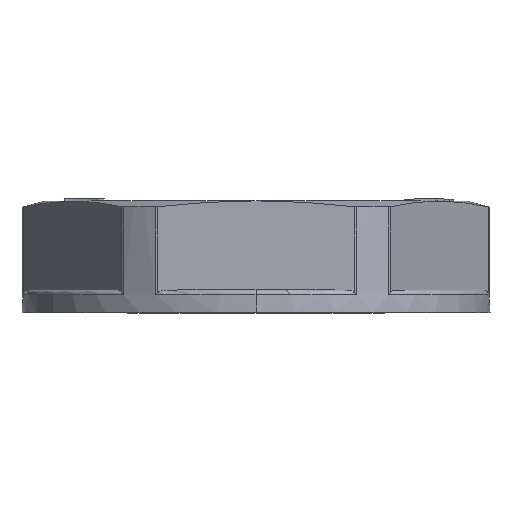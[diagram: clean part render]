
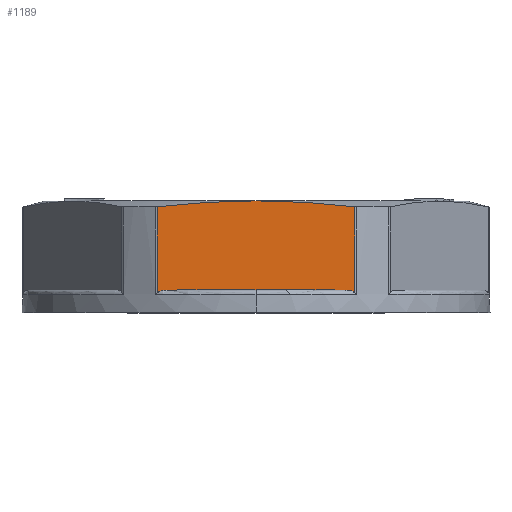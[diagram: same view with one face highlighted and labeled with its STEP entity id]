
A CAD part, top view. The second image highlights one B-rep face of the part: STEP entity #1189.
In plain terms, the highlighted planar face has unit normal (0, 0, 1).
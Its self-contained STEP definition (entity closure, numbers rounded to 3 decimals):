
#178 = EDGE_CURVE ( 'NONE', #10735, #8123, #10660, .T. ) ;
#190 = CARTESIAN_POINT ( 'NONE',  ( -4.427, 3.737, 9.5 ) ) ;
#292 = CARTESIAN_POINT ( 'NONE',  ( 0., 4., 9.5 ) ) ;
#352 = CARTESIAN_POINT ( 'NONE',  ( -2.959, 3.903, 9.5 ) ) ;
#366 = CARTESIAN_POINT ( 'NONE',  ( 3.98, 0., 9.5 ) ) ;
#491 = VECTOR ( 'NONE', #6065, 1000. ) ;
#528 = B_SPLINE_CURVE_WITH_KNOTS ( 'NONE', 3,
 ( #2343, #352, #9975, #292 ),
 .UNSPECIFIED., .F., .F.,
 ( 4, 4 ),
 ( 0.009, 0.014 ),
 .UNSPECIFIED. ) ;
#551 = CARTESIAN_POINT ( 'NONE',  ( 4.058, 0., 9.5 ) ) ;
#1189 = ADVANCED_FACE ( 'NONE', ( #7349 ), #8340, .F. ) ;
#1221 = DIRECTION ( 'NONE',  ( 0., 1., 0. ) ) ;
#1282 = ORIENTED_EDGE ( 'NONE', *, *, #8763, .F. ) ;
#1306 = DIRECTION ( 'NONE',  ( 1., 0., 0. ) ) ;
#1535 = VERTEX_POINT ( 'NONE', #190 ) ;
#2218 = VECTOR ( 'NONE', #1221, 1000. ) ;
#2251 = CARTESIAN_POINT ( 'NONE',  ( 3.98, 0., 9.5 ) ) ;
#2343 = CARTESIAN_POINT ( 'NONE',  ( -4.427, 3.737, 9.5 ) ) ;
#2348 = ORIENTED_EDGE ( 'NONE', *, *, #2624, .T. ) ;
#2357 = CARTESIAN_POINT ( 'NONE',  ( 4.289, -0.041, 9.5 ) ) ;
#2471 = CARTESIAN_POINT ( 'NONE',  ( -4.427, 4., 9.5 ) ) ;
#2624 = EDGE_CURVE ( 'NONE', #1535, #5238, #7003, .T. ) ;
#2793 = EDGE_CURVE ( 'NONE', #7022, #8123, #11768, .T. ) ;
#2898 = CARTESIAN_POINT ( 'NONE',  ( 0.734, 4., 9.5 ) ) ;
#3358 = CARTESIAN_POINT ( 'NONE',  ( 4.136, -0.006, 9.5 ) ) ;
#3540 = AXIS2_PLACEMENT_3D ( 'NONE', #7536, #9331, #4434 ) ;
#3599 = ORIENTED_EDGE ( 'NONE', *, *, #6618, .T. ) ;
#4166 = CARTESIAN_POINT ( 'NONE',  ( -4.137, -0.007, 9.5 ) ) ;
#4353 = CARTESIAN_POINT ( 'NONE',  ( 4.427, -0.115, 9.5 ) ) ;
#4434 = DIRECTION ( 'NONE',  ( -1., 0., 0. ) ) ;
#4655 = VECTOR ( 'NONE', #1306, 1000. ) ;
#4882 = CARTESIAN_POINT ( 'NONE',  ( 2.948, 3.887, 9.5 ) ) ;
#4934 = CARTESIAN_POINT ( 'NONE',  ( -4.427, -0.115, 9.5 ) ) ;
#5204 = CARTESIAN_POINT ( 'NONE',  ( 4.398, -0.088, 9.5 ) ) ;
#5238 = VERTEX_POINT ( 'NONE', #4934 ) ;
#5265 = CARTESIAN_POINT ( 'NONE',  ( -4.472, 0., 9.5 ) ) ;
#5414 = ORIENTED_EDGE ( 'NONE', *, *, #8173, .T. ) ;
#5667 = CARTESIAN_POINT ( 'NONE',  ( 4.427, -0.115, 9.5 ) ) ;
#5935 = CARTESIAN_POINT ( 'NONE',  ( 4.427, 4., 9.5 ) ) ;
#6000 = B_SPLINE_CURVE_WITH_KNOTS ( 'NONE', 3,
 ( #366, #551, #3358, #11794, #2357, #7078, #5204, #4353 ),
 .UNSPECIFIED., .F., .F.,
 ( 4, 2, 2, 4 ),
 ( 0., 0., 0., 0. ),
 .UNSPECIFIED. ) ;
#6065 = DIRECTION ( 'NONE',  ( 0., -1., 0. ) ) ;
#6136 = CARTESIAN_POINT ( 'NONE',  ( -3.98, 0., 9.5 ) ) ;
#6198 = LINE ( 'NONE', #5265, #4655 ) ;
#6454 = ORIENTED_EDGE ( 'NONE', *, *, #2793, .F. ) ;
#6618 = EDGE_CURVE ( 'NONE', #5238, #10478, #12191, .T. ) ;
#6681 = CARTESIAN_POINT ( 'NONE',  ( 3.69, 3.821, 9.5 ) ) ;
#6713 = EDGE_CURVE ( 'NONE', #10478, #9048, #6198, .T. ) ;
#6953 = CARTESIAN_POINT ( 'NONE',  ( -4.398, -0.088, 9.5 ) ) ;
#7003 = LINE ( 'NONE', #2471, #491 ) ;
#7022 = VERTEX_POINT ( 'NONE', #8782 ) ;
#7078 = CARTESIAN_POINT ( 'NONE',  ( 4.362, -0.07, 9.5 ) ) ;
#7349 = FACE_OUTER_BOUND ( 'NONE', #10675, .T. ) ;
#7536 = CARTESIAN_POINT ( 'NONE',  ( -4.472, 4., 9.5 ) ) ;
#7945 = CARTESIAN_POINT ( 'NONE',  ( -4.252, -0.031, 9.5 ) ) ;
#8123 = VERTEX_POINT ( 'NONE', #11732 ) ;
#8132 = CARTESIAN_POINT ( 'NONE',  ( -4.289, -0.041, 9.5 ) ) ;
#8173 = EDGE_CURVE ( 'NONE', #9048, #10735, #6000, .T. ) ;
#8287 = ORIENTED_EDGE ( 'NONE', *, *, #6713, .T. ) ;
#8340 = PLANE ( 'NONE',  #3540 ) ;
#8549 = CARTESIAN_POINT ( 'NONE',  ( 1.47, 3.977, 9.5 ) ) ;
#8726 = CARTESIAN_POINT ( 'NONE',  ( 0., 4., 9.5 ) ) ;
#8763 = EDGE_CURVE ( 'NONE', #1535, #7022, #528, .T. ) ;
#8782 = CARTESIAN_POINT ( 'NONE',  ( 0., 4., 9.5 ) ) ;
#8784 = ORIENTED_EDGE ( 'NONE', *, *, #178, .T. ) ;
#8932 = CARTESIAN_POINT ( 'NONE',  ( -4.362, -0.07, 9.5 ) ) ;
#9048 = VERTEX_POINT ( 'NONE', #2251 ) ;
#9331 = DIRECTION ( 'NONE',  ( 0., 0., -1. ) ) ;
#9975 = CARTESIAN_POINT ( 'NONE',  ( -1.485, 4., 9.5 ) ) ;
#10478 = VERTEX_POINT ( 'NONE', #10715 ) ;
#10660 = LINE ( 'NONE', #5935, #2218 ) ;
#10675 = EDGE_LOOP ( 'NONE', ( #8287, #5414, #8784, #6454, #1282, #2348, #3599 ) ) ;
#10715 = CARTESIAN_POINT ( 'NONE',  ( -3.98, 0., 9.5 ) ) ;
#10735 = VERTEX_POINT ( 'NONE', #5667 ) ;
#10799 = CARTESIAN_POINT ( 'NONE',  ( -4.427, -0.115, 9.5 ) ) ;
#10858 = CARTESIAN_POINT ( 'NONE',  ( -4.058, 0., 9.5 ) ) ;
#11526 = CARTESIAN_POINT ( 'NONE',  ( 4.427, 3.737, 9.5 ) ) ;
#11732 = CARTESIAN_POINT ( 'NONE',  ( 4.427, 3.737, 9.5 ) ) ;
#11768 = B_SPLINE_CURVE_WITH_KNOTS ( 'NONE', 3,
 ( #8726, #2898, #8549, #4882, #6681, #11526 ),
 .UNSPECIFIED., .F., .F.,
 ( 4, 2, 4 ),
 ( 0.014, 0.016, 0.018 ),
 .UNSPECIFIED. ) ;
#11794 = CARTESIAN_POINT ( 'NONE',  ( 4.251, -0.031, 9.5 ) ) ;
#12191 = B_SPLINE_CURVE_WITH_KNOTS ( 'NONE', 3,
 ( #10799, #6953, #8932, #8132, #7945, #4166, #10858, #6136 ),
 .UNSPECIFIED., .F., .F.,
 ( 4, 2, 2, 4 ),
 ( 0., 0., 0., 0. ),
 .UNSPECIFIED. ) ;
